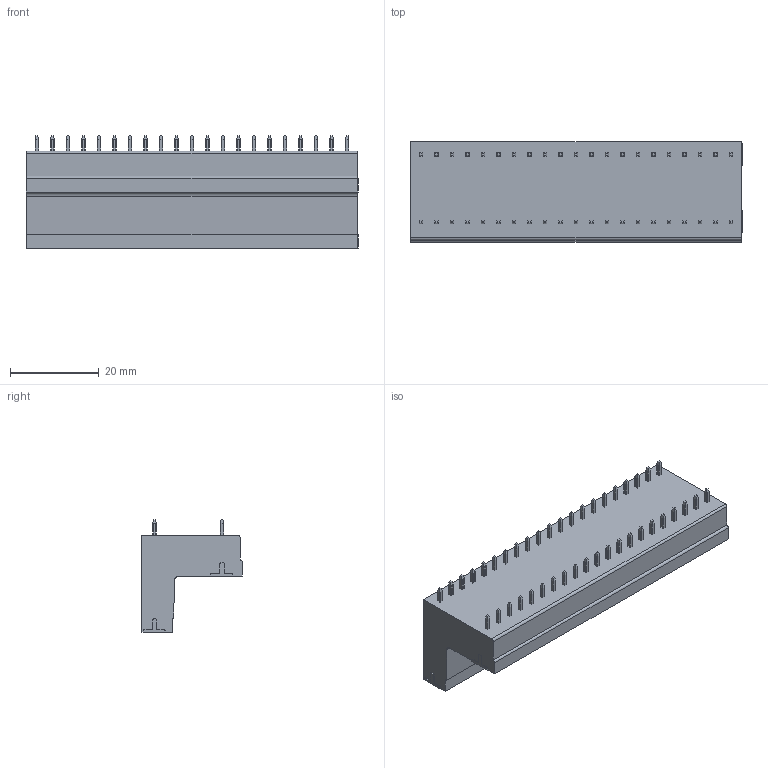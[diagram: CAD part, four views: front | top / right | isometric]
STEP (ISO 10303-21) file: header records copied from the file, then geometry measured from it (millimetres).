
FILE_DESCRIPTION((''),'2;1');
FILE_NAME('TLPHDC-005V-XXP','2024-08-08T13:56:33',('tluser'),(''),'CREO PARAMETRIC BY PTC INC, 2018100','CREO PARAMETRIC BY PTC INC, 2018100','');
FILE_SCHEMA(('CONFIG_CONTROL_DESIGN'));
Products named in the file (1): TLPHDC-005V-XXP
Bounding box: 74.9 x 22.7 x 25.4 mm (x, y, z)
Volume: 17608.6 mm3; surface area: 15601.2 mm2
Topology: 1 solids, 1 shells, 3380 faces, 9336 edges, 6126 vertices
Faces by surface type: plane 2269, cylinder 817, cone 210, torus 84
Entity records: 107521 total; most frequent: CARTESIAN_POINT 21089, ORIENTED_EDGE 18672, DIRECTION 17100, EDGE_CURVE 9336, VECTOR 6820, LINE 6820, VERTEX_POINT 6126, AXIS2_PLACEMENT_3D 5140
